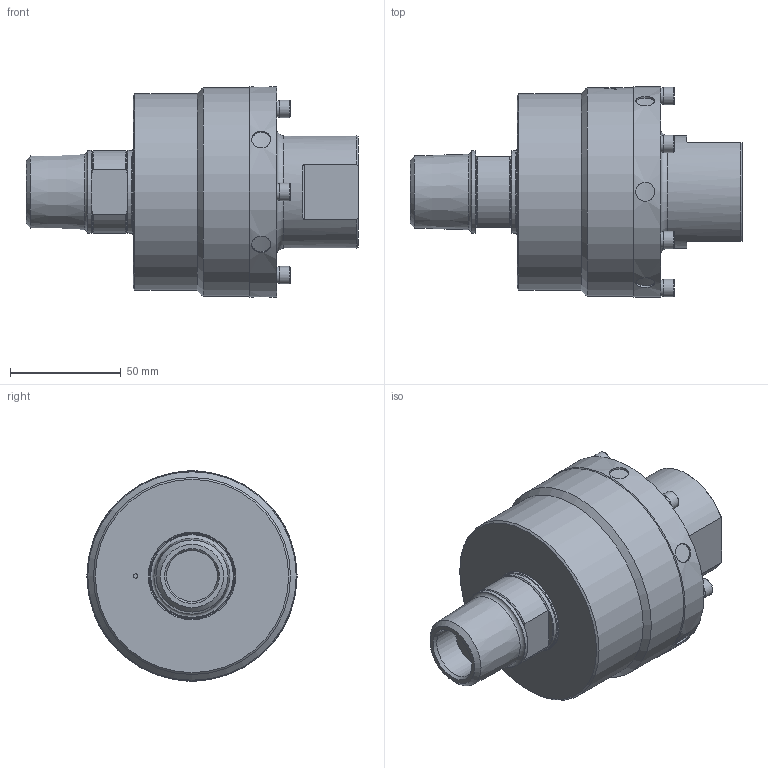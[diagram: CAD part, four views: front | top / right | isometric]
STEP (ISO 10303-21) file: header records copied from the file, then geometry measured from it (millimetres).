
FILE_DESCRIPTION(/* description */ (''),/* implementation_level */ '2;1');
FILE_NAME(/* name */ '73010-005-101-IC.stp',/* time_stamp */ '2020-05-20T11:32:14-05:00',/* author */ ('dyurkovich'),/* organization */ (''),/* preprocessor_version */ 'ST-DEVELOPER v18',/* originating_system */ 'Autodesk Inventor 2020',/* authorisation */ '');
FILE_SCHEMA (('AUTOMOTIVE_DESIGN { 1 0 10303 214 3 1 1 }'));
Products named in the file (1): 73010-005-101-IC
Bounding box: 150 x 95 x 95 mm (x, y, z)
Volume: 542234.1 mm3; surface area: 46700.5 mm2
Topology: 1 solids, 1 shells, 482 faces, 1306 edges, 880 vertices
Faces by surface type: bspline 179, plane 173, cylinder 91, cone 25, torus 14
Full cylindrical faces by diameter (mm): 2 x1, 4.826 x6, 5.4 x6, 7.925 x6, 8.6 x6, 23 x1, 37.5 x2, 38.2 x1, 38.7 x1, 41 x1, 51 x1, 89 x1, 94.2 x1, 95 x1
Entity records: 54254 total; most frequent: CARTESIAN_POINT 42754, ORIENTED_EDGE 2600, DIRECTION 1920, EDGE_CURVE 1300, VERTEX_POINT 880, AXIS2_PLACEMENT_3D 708, EDGE_LOOP 554, LINE 504
